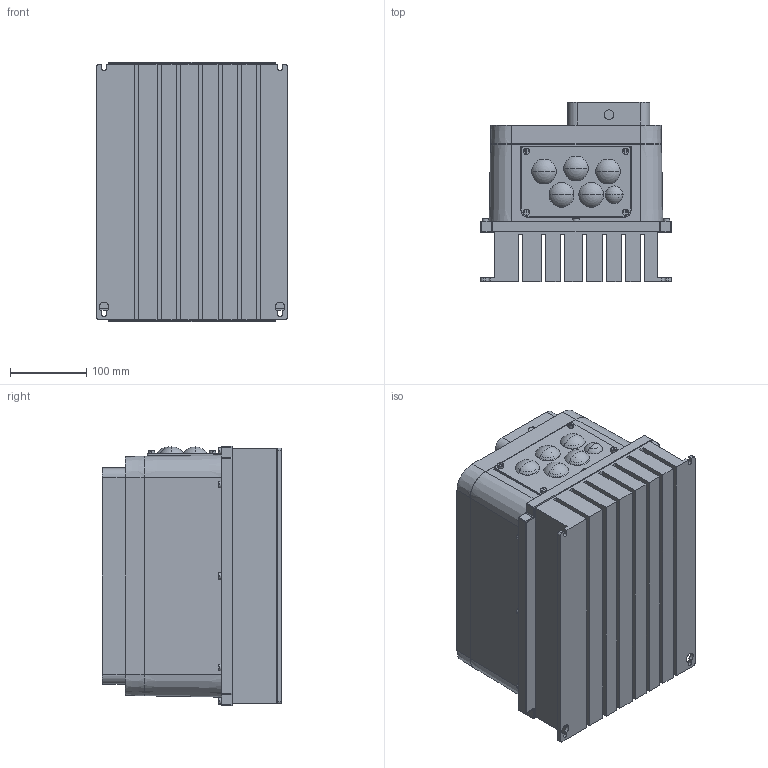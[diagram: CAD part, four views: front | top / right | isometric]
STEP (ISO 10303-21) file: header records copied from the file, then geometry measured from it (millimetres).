
FILE_DESCRIPTION(('STEP AP242'),'1');
FILE_NAME('atv320u11m2w.stp','2020-07-30T07:38:42',('TraceParts'),('TraceParts S.A.'),'Spatial InterOp 3D',' ',' ');
FILE_SCHEMA(('AP242_MANAGED_MODEL_BASED_3D_ENGINEERING_MIM_LF {1 0 10303 442 1 1 4}'));
Length unit declared in the file: millimetre
Products named in the file (1): atv320u11m2w_1
Bounding box: 250 x 235 x 340 mm (x, y, z)
Volume: 6463190.4 mm3; surface area: 1556718.9 mm2
Topology: 30 solids, 38 shells, 2814 faces, 7414 edges, 4876 vertices
Faces by surface type: plane 2001, cylinder 676, cone 72, torus 34, sphere 14, bspline 12, extrusion 5
Entity records: 87691 total; most frequent: CARTESIAN_POINT 16107, DIRECTION 14843, ORIENTED_EDGE 14804, EDGE_CURVE 7402, VECTOR 5477, LINE 5472, VERTEX_POINT 4875, AXIS2_PLACEMENT_3D 4683
